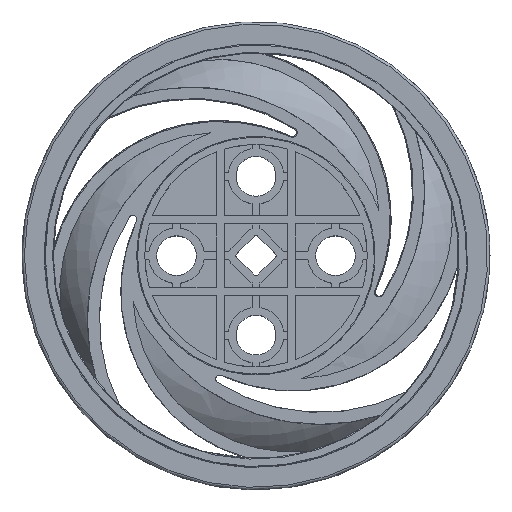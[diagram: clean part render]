
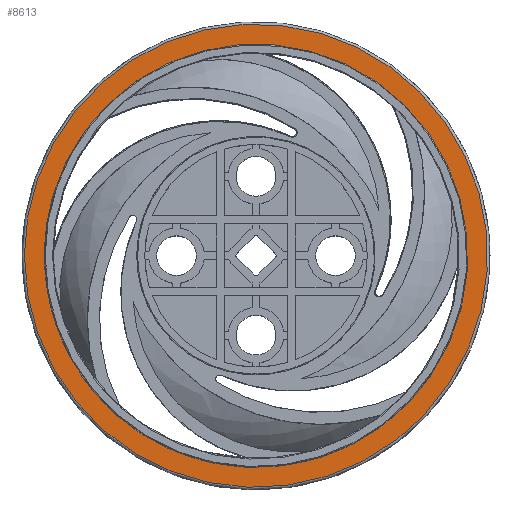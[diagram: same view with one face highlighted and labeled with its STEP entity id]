
A CAD part, top view. The second image highlights one B-rep face of the part: STEP entity #8613.
In plain terms, the highlighted planar face has unit normal (0, 0, 1).
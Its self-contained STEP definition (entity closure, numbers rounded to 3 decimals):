
#37=FACE_BOUND('',#2460,.T.);
#69=PLANE('',#9140);
#1981=FACE_OUTER_BOUND('',#2459,.T.);
#2459=EDGE_LOOP('',(#5917,#5918));
#2460=EDGE_LOOP('',(#5919,#5920));
#3052=CIRCLE('',#9129,29.14);
#3056=CIRCLE('',#9133,29.14);
#3062=CIRCLE('',#9141,26.625);
#3063=CIRCLE('',#9142,26.625);
#3621=VERTEX_POINT('',#13086);
#3622=VERTEX_POINT('',#13087);
#3634=VERTEX_POINT('',#13116);
#3635=VERTEX_POINT('',#13117);
#4527=EDGE_CURVE('',#3621,#3622,#3052,.T.);
#4531=EDGE_CURVE('',#3622,#3621,#3056,.T.);
#4542=EDGE_CURVE('',#3634,#3635,#3062,.T.);
#4543=EDGE_CURVE('',#3635,#3634,#3063,.T.);
#5917=ORIENTED_EDGE('',*,*,#4527,.F.);
#5918=ORIENTED_EDGE('',*,*,#4531,.F.);
#5919=ORIENTED_EDGE('',*,*,#4542,.F.);
#5920=ORIENTED_EDGE('',*,*,#4543,.F.);
#8613=ADVANCED_FACE('',(#1981,#37),#69,.T.);
#9129=AXIS2_PLACEMENT_3D('',#13088,#10181,#10182);
#9133=AXIS2_PLACEMENT_3D('',#13094,#10189,#10190);
#9140=AXIS2_PLACEMENT_3D('',#13115,#10208,#10209);
#9141=AXIS2_PLACEMENT_3D('',#13118,#10210,#10211);
#9142=AXIS2_PLACEMENT_3D('',#13119,#10212,#10213);
#10181=DIRECTION('center_axis',(0.,0.,-1.));
#10182=DIRECTION('ref_axis',(-0.707,-0.707,0.));
#10189=DIRECTION('center_axis',(0.,0.,-1.));
#10190=DIRECTION('ref_axis',(-0.707,-0.707,0.));
#10208=DIRECTION('center_axis',(0.,0.,1.));
#10209=DIRECTION('ref_axis',(1.,0.,0.));
#10210=DIRECTION('center_axis',(0.,0.,1.));
#10211=DIRECTION('ref_axis',(0.707,0.707,0.));
#10212=DIRECTION('center_axis',(0.,0.,1.));
#10213=DIRECTION('ref_axis',(0.707,0.707,0.));
#13086=CARTESIAN_POINT('',(20.605,20.605,3.5));
#13087=CARTESIAN_POINT('',(-29.14,0.,3.5));
#13088=CARTESIAN_POINT('Origin',(0.,0.,3.5));
#13094=CARTESIAN_POINT('Origin',(0.,0.,3.5));
#13115=CARTESIAN_POINT('Origin',(0.,0.,
3.5));
#13116=CARTESIAN_POINT('',(18.827,18.827,3.5));
#13117=CARTESIAN_POINT('',(-18.827,18.827,3.5));
#13118=CARTESIAN_POINT('Origin',(0.,0.,3.5));
#13119=CARTESIAN_POINT('Origin',(0.,0.,3.5));
